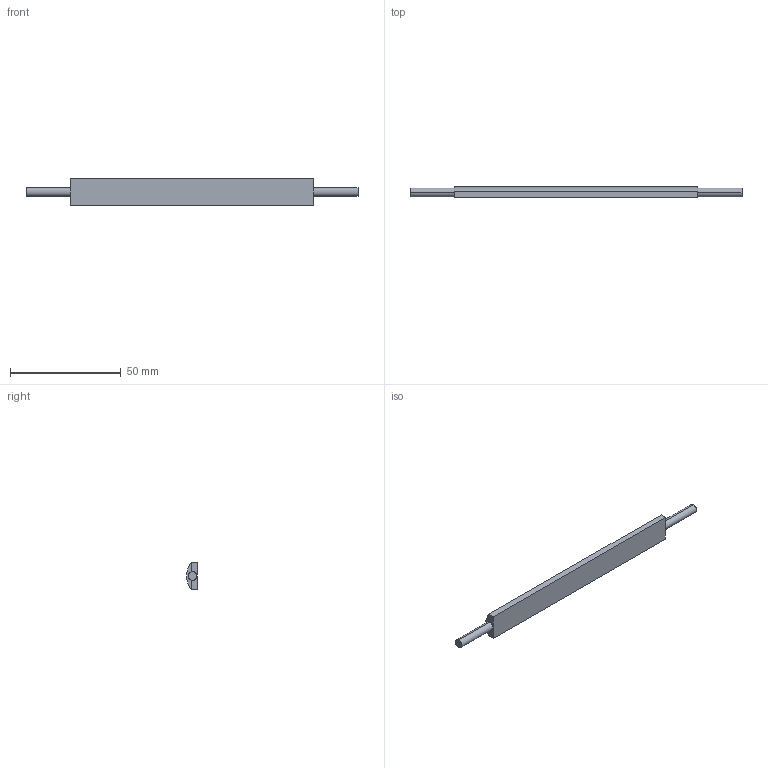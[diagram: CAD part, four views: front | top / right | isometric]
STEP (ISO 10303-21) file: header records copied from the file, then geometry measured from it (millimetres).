
FILE_DESCRIPTION (( 'STEP AP203' ), '1' );
FILE_NAME ('LED Leiste.STEP', '2014-03-26T13:46:23', ( 'admin' ), ( 'Hewlett-Packard Company' ), 'SwSTEP 2.0', 'SolidWorks 2012', '' );
FILE_SCHEMA (( 'CONFIG_CONTROL_DESIGN' ));
Length unit declared in the file: millimetre
Products named in the file (1): LED Leiste
Bounding box: 149.97 x 4.8 x 12 mm (x, y, z)
Volume: 6109.3 mm3; surface area: 6698.8 mm2
Topology: 2 solids, 2 shells, 33 faces, 74 edges, 48 vertices
Faces by surface type: plane 28, cylinder 5
Entity records: 985 total; most frequent: DIRECTION 156, CARTESIAN_POINT 156, ORIENTED_EDGE 148, EDGE_CURVE 74, VECTOR 60, LINE 60, VERTEX_POINT 48, AXIS2_PLACEMENT_3D 48
